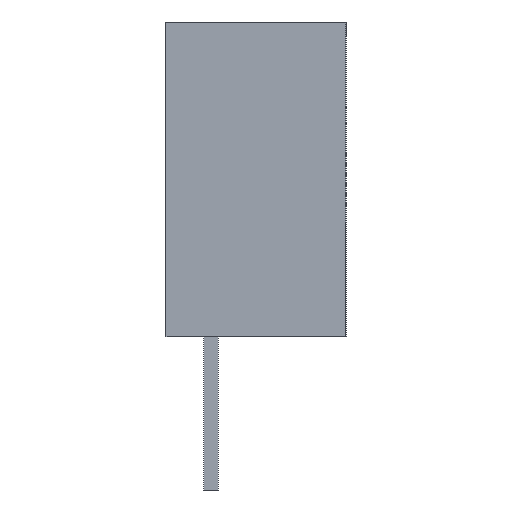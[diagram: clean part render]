
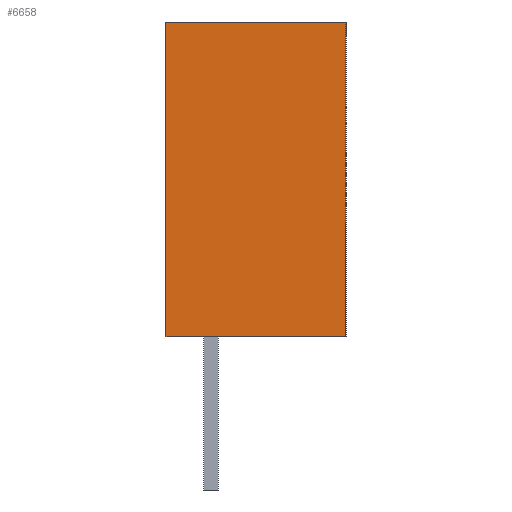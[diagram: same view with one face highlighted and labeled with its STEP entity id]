
A CAD part, left-side view. The second image highlights one B-rep face of the part: STEP entity #6658.
In plain terms, the highlighted planar face has unit normal (-1, 0, 0).
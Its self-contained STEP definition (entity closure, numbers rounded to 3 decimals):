
#1182 = VERTEX_POINT('',#1183);
#1183 = CARTESIAN_POINT('',(-37.084,8.89,2.54));
#1189 = EDGE_CURVE('',#1182,#1190,#1192,.T.);
#1190 = VERTEX_POINT('',#1191);
#1191 = CARTESIAN_POINT('',(-37.084,0.,2.54));
#1192 = LINE('',#1193,#1194);
#1193 = CARTESIAN_POINT('',(-37.084,8.89,2.54));
#1194 = VECTOR('',#1195,1.);
#1195 = DIRECTION('',(0.,-1.,0.));
#1230 = VERTEX_POINT('',#1231);
#1231 = CARTESIAN_POINT('',(-37.084,0.,-2.54));
#1237 = EDGE_CURVE('',#1238,#1230,#1240,.T.);
#1238 = VERTEX_POINT('',#1239);
#1239 = CARTESIAN_POINT('',(-37.084,8.89,-2.54));
#1240 = LINE('',#1241,#1242);
#1241 = CARTESIAN_POINT('',(-37.084,8.89,-2.54));
#1242 = VECTOR('',#1243,1.);
#1243 = DIRECTION('',(0.,-1.,0.));
#1354 = EDGE_CURVE('',#1230,#1190,#1355,.T.);
#1355 = LINE('',#1356,#1357);
#1356 = CARTESIAN_POINT('',(-37.084,0.,-2.54));
#1357 = VECTOR('',#1358,1.);
#1358 = DIRECTION('',(0.,0.,1.));
#5638 = EDGE_CURVE('',#1238,#1182,#5639,.T.);
#5639 = LINE('',#5640,#5641);
#5640 = CARTESIAN_POINT('',(-37.084,8.89,-2.54));
#5641 = VECTOR('',#5642,1.);
#5642 = DIRECTION('',(0.,0.,1.));
#6658 = ADVANCED_FACE('',(#6659),#6665,.F.);
#6659 = FACE_BOUND('',#6660,.T.);
#6660 = EDGE_LOOP('',(#6661,#6662,#6663,#6664));
#6661 = ORIENTED_EDGE('',*,*,#1354,.T.);
#6662 = ORIENTED_EDGE('',*,*,#1189,.F.);
#6663 = ORIENTED_EDGE('',*,*,#5638,.F.);
#6664 = ORIENTED_EDGE('',*,*,#1237,.T.);
#6665 = PLANE('',#6666);
#6666 = AXIS2_PLACEMENT_3D('',#6667,#6668,#6669);
#6667 = CARTESIAN_POINT('',(-37.084,8.89,-2.54));
#6668 = DIRECTION('',(1.,0.,0.));
#6669 = DIRECTION('',(0.,0.,-1.));
